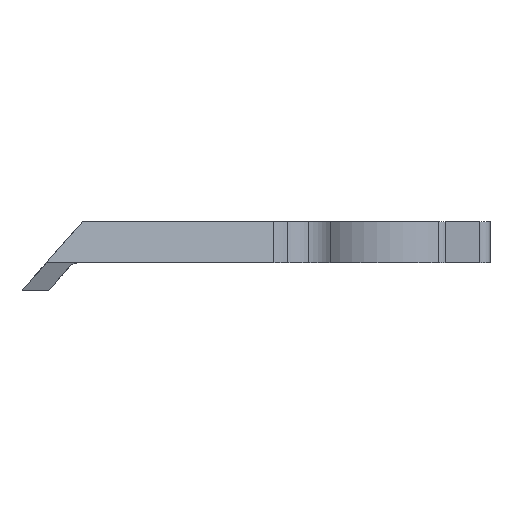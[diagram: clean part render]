
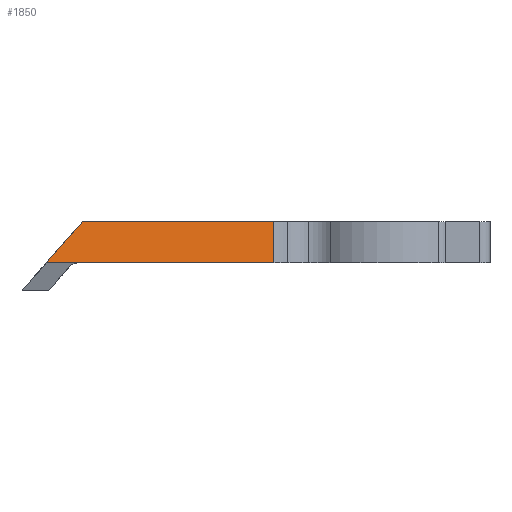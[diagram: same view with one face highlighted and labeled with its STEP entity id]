
A CAD part, left-side view. The second image highlights one B-rep face of the part: STEP entity #1850.
In plain terms, the highlighted planar face has unit normal (-0.857, -0.516, 0).
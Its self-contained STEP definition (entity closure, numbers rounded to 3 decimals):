
#52 = FACE_OUTER_BOUND ( 'NONE', #520, .T. ) ;
#75 = ORIENTED_EDGE ( 'NONE', *, *, #1920, .T. ) ;
#90 = ORIENTED_EDGE ( 'NONE', *, *, #888, .T. ) ;
#115 = VERTEX_POINT ( 'NONE', #641 ) ;
#118 = CARTESIAN_POINT ( 'NONE',  ( -20.817, 35.573, -93.365 ) ) ;
#149 = VERTEX_POINT ( 'NONE', #1336 ) ;
#222 = CARTESIAN_POINT ( 'NONE',  ( -17.963, 30.832, -88. ) ) ;
#268 = DIRECTION ( 'NONE',  ( 0.857, 0.516, 0. ) ) ;
#299 = EDGE_CURVE ( 'NONE', #149, #723, #753, .T. ) ;
#304 = ORIENTED_EDGE ( 'NONE', *, *, #709, .F. ) ;
#370 = VECTOR ( 'NONE', #550, 1000. ) ;
#385 = CARTESIAN_POINT ( 'NONE',  ( -21.5, 36.707, -88. ) ) ;
#475 = VECTOR ( 'NONE', #1204, 1000. ) ;
#520 = EDGE_LOOP ( 'NONE', ( #2046, #75, #534, #304, #90 ) ) ;
#534 = ORIENTED_EDGE ( 'NONE', *, *, #717, .F. ) ;
#550 = DIRECTION ( 'NONE',  ( -0.516, 0.857, 0. ) ) ;
#587 = CARTESIAN_POINT ( 'NONE',  ( -21.5, 36.707, -92. ) ) ;
#641 = CARTESIAN_POINT ( 'NONE',  ( -6.854, 12.374, -92. ) ) ;
#677 = LINE ( 'NONE', #1722, #475 ) ;
#704 = VECTOR ( 'NONE', #2192, 1000. ) ;
#709 = EDGE_CURVE ( 'NONE', #115, #878, #1097, .T. ) ;
#717 = EDGE_CURVE ( 'NONE', #878, #1363, #1771, .T. ) ;
#723 = VERTEX_POINT ( 'NONE', #222 ) ;
#753 = LINE ( 'NONE', #385, #1546 ) ;
#762 = DIRECTION ( 'NONE',  ( -0.516, 0.857, 0. ) ) ;
#848 = CARTESIAN_POINT ( 'NONE',  ( -18.273, 31.345, -92. ) ) ;
#878 = VERTEX_POINT ( 'NONE', #848 ) ;
#888 = EDGE_CURVE ( 'NONE', #115, #149, #677, .T. ) ;
#923 = DIRECTION ( 'NONE',  ( -0.516, 0.857, 0. ) ) ;
#977 = DIRECTION ( 'NONE',  ( -0.516, 0.857, 0. ) ) ;
#1074 = VECTOR ( 'NONE', #923, 1000. ) ;
#1097 = LINE ( 'NONE', #587, #1074 ) ;
#1204 = DIRECTION ( 'NONE',  ( 0., 0., 1. ) ) ;
#1242 = CARTESIAN_POINT ( 'NONE',  ( -20.091, 34.366, -92. ) ) ;
#1285 = CARTESIAN_POINT ( 'NONE',  ( -18.544, 31.796, -92. ) ) ;
#1336 = CARTESIAN_POINT ( 'NONE',  ( -6.854, 12.374, -88. ) ) ;
#1363 = VERTEX_POINT ( 'NONE', #1242 ) ;
#1500 = PLANE ( 'NONE',  #2218 ) ;
#1546 = VECTOR ( 'NONE', #762, 1000. ) ;
#1722 = CARTESIAN_POINT ( 'NONE',  ( -6.854, 12.374, -92. ) ) ;
#1771 = LINE ( 'NONE', #1285, #370 ) ;
#1841 = CARTESIAN_POINT ( 'NONE',  ( -21.5, 36.707, -92. ) ) ;
#1844 = LINE ( 'NONE', #118, #704 ) ;
#1850 = ADVANCED_FACE ( 'NONE', ( #52 ), #1500, .F. ) ;
#1920 = EDGE_CURVE ( 'NONE', #723, #1363, #1844, .T. ) ;
#2046 = ORIENTED_EDGE ( 'NONE', *, *, #299, .T. ) ;
#2192 = DIRECTION ( 'NONE',  ( -0.37, 0.615, -0.696 ) ) ;
#2218 = AXIS2_PLACEMENT_3D ( 'NONE', #1841, #268, #977 ) ;
